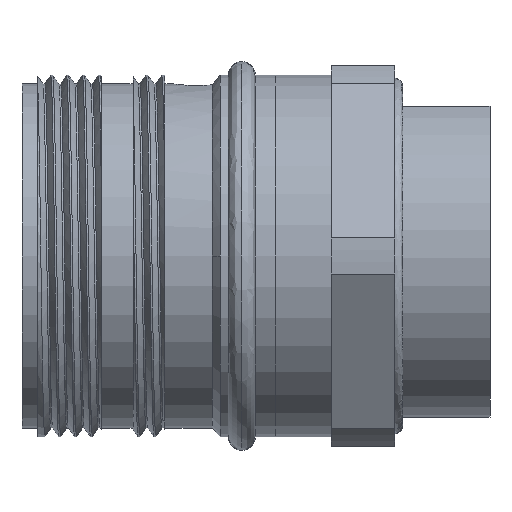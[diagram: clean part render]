
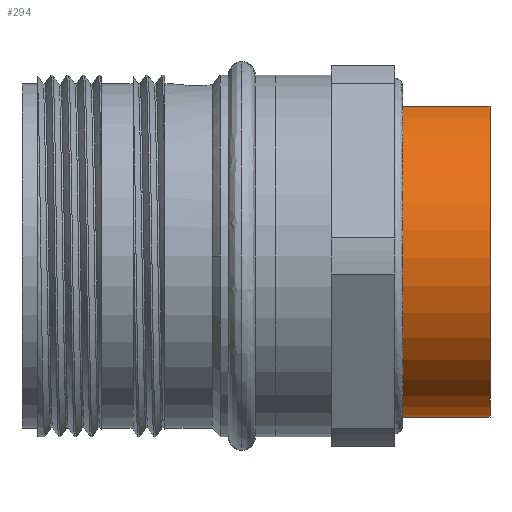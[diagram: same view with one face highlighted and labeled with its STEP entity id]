
A CAD part, front view. The second image highlights one B-rep face of the part: STEP entity #294.
In plain terms, the highlighted cylindrical face has radius 10.15 mm (diameter 20.3 mm), a partial arc.
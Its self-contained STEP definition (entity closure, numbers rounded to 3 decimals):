
#80 = CYLINDRICAL_SURFACE ( 'NONE', #2834, 10.15 ) ;
#294 = ADVANCED_FACE ( 'NONE', ( #7862 ), #80, .T. ) ;
#1654 = ORIENTED_EDGE ( 'NONE', *, *, #12178, .T. ) ;
#2156 = DIRECTION ( 'NONE',  ( -1., 0., 0. ) ) ;
#2736 = CIRCLE ( 'NONE', #4748, 10.15 ) ;
#2834 = AXIS2_PLACEMENT_3D ( 'NONE', #7117, #6039, #7104 ) ;
#3309 = VERTEX_POINT ( 'NONE', #14147 ) ;
#3439 = CARTESIAN_POINT ( 'NONE',  ( 0.827, 1.953, 35.95 ) ) ;
#3885 = AXIS2_PLACEMENT_3D ( 'NONE', #13574, #6615, #14762 ) ;
#4536 = VERTEX_POINT ( 'NONE', #5022 ) ;
#4682 = CARTESIAN_POINT ( 'NONE',  ( 0.827, 1.953, 35.95 ) ) ;
#4748 = AXIS2_PLACEMENT_3D ( 'NONE', #7577, #6291, #14417 ) ;
#5022 = CARTESIAN_POINT ( 'NONE',  ( 6.827, 1.953, 35.95 ) ) ;
#5942 = ORIENTED_EDGE ( 'NONE', *, *, #12899, .T. ) ;
#6039 = DIRECTION ( 'NONE',  ( -1., 0., 0. ) ) ;
#6291 = DIRECTION ( 'NONE',  ( -1., 0., 0. ) ) ;
#6557 = CIRCLE ( 'NONE', #3885, 10.15 ) ;
#6615 = DIRECTION ( 'NONE',  ( 1., 0., 0. ) ) ;
#6811 = LINE ( 'NONE', #9030, #14125 ) ;
#7104 = DIRECTION ( 'NONE',  ( 0., 0., 1. ) ) ;
#7117 = CARTESIAN_POINT ( 'NONE',  ( 6.827, -1.751, 26.5 ) ) ;
#7281 = CARTESIAN_POINT ( 'NONE',  ( 0.827, -5.455, 35.95 ) ) ;
#7577 = CARTESIAN_POINT ( 'NONE',  ( 6.827, -1.751, 26.5 ) ) ;
#7862 = FACE_OUTER_BOUND ( 'NONE', #12038, .T. ) ;
#9030 = CARTESIAN_POINT ( 'NONE',  ( 0.827, -5.455, 35.95 ) ) ;
#9767 = LINE ( 'NONE', #4682, #13225 ) ;
#10385 = ORIENTED_EDGE ( 'NONE', *, *, #12615, .T. ) ;
#11256 = VERTEX_POINT ( 'NONE', #3439 ) ;
#12038 = EDGE_LOOP ( 'NONE', ( #13133, #10385, #1654, #5942 ) ) ;
#12178 = EDGE_CURVE ( 'NONE', #4536, #3309, #2736, .T. ) ;
#12356 = EDGE_CURVE ( 'NONE', #14817, #11256, #6557, .T. ) ;
#12615 = EDGE_CURVE ( 'NONE', #11256, #4536, #9767, .T. ) ;
#12827 = DIRECTION ( 'NONE',  ( 1., 0., 0. ) ) ;
#12899 = EDGE_CURVE ( 'NONE', #3309, #14817, #6811, .T. ) ;
#13133 = ORIENTED_EDGE ( 'NONE', *, *, #12356, .T. ) ;
#13225 = VECTOR ( 'NONE', #12827, 1000. ) ;
#13574 = CARTESIAN_POINT ( 'NONE',  ( 0.827, -1.751, 26.5 ) ) ;
#14125 = VECTOR ( 'NONE', #2156, 1000. ) ;
#14147 = CARTESIAN_POINT ( 'NONE',  ( 6.827, -5.455, 35.95 ) ) ;
#14417 = DIRECTION ( 'NONE',  ( 0., 0., 1. ) ) ;
#14762 = DIRECTION ( 'NONE',  ( 0., 0., 1. ) ) ;
#14817 = VERTEX_POINT ( 'NONE', #7281 ) ;
